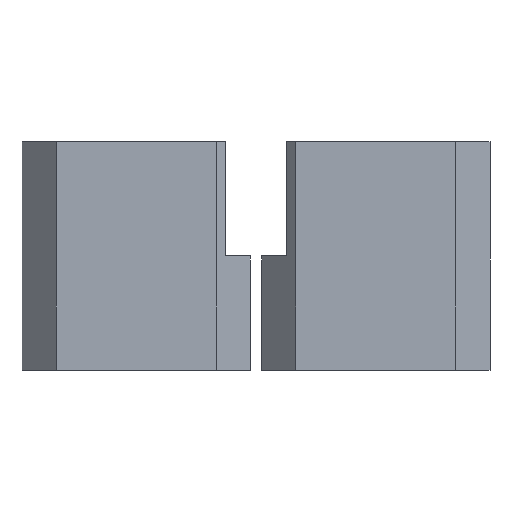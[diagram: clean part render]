
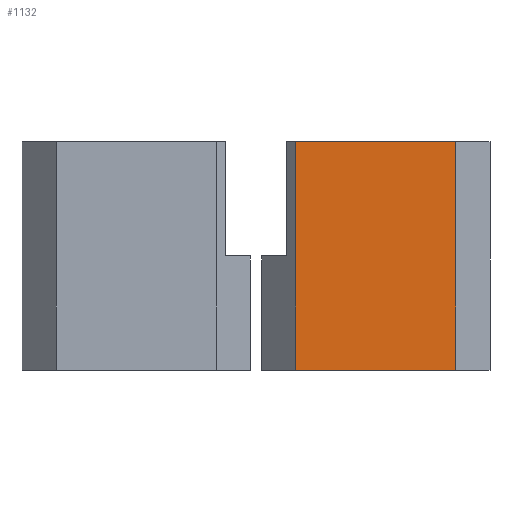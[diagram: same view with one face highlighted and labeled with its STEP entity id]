
A CAD part, top view. The second image highlights one B-rep face of the part: STEP entity #1132.
In plain terms, the highlighted planar face has unit normal (0, 0, 1).
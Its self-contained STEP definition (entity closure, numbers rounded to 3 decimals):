
#40=FACE_OUTER_BOUND('',#98,.T.);
#98=EDGE_LOOP('',(#836,#837,#838,#839));
#171=LINE('',#1600,#333);
#206=LINE('',#1668,#368);
#207=LINE('',#1671,#369);
#208=LINE('',#1672,#370);
#333=VECTOR('',#1296,10.);
#368=VECTOR('',#1361,10.);
#369=VECTOR('',#1364,10.);
#370=VECTOR('',#1365,10.);
#488=VERTEX_POINT('',#1597);
#489=VERTEX_POINT('',#1599);
#507=VERTEX_POINT('',#1666);
#508=VERTEX_POINT('',#1670);
#603=EDGE_CURVE('',#488,#489,#171,.T.);
#638=EDGE_CURVE('',#507,#489,#206,.T.);
#639=EDGE_CURVE('',#507,#508,#207,.T.);
#640=EDGE_CURVE('',#508,#488,#208,.T.);
#836=ORIENTED_EDGE('',*,*,#639,.F.);
#837=ORIENTED_EDGE('',*,*,#638,.T.);
#838=ORIENTED_EDGE('',*,*,#603,.F.);
#839=ORIENTED_EDGE('',*,*,#640,.F.);
#1074=PLANE('',#1205);
#1132=ADVANCED_FACE('',(#40),#1074,.T.);
#1205=AXIS2_PLACEMENT_3D('',#1669,#1362,#1363);
#1296=DIRECTION('',(1.,0.,0.));
#1361=DIRECTION('',(0.,1.,0.));
#1362=DIRECTION('center_axis',(0.,0.,1.));
#1363=DIRECTION('ref_axis',(1.,0.,0.));
#1364=DIRECTION('',(-1.,0.,0.));
#1365=DIRECTION('',(0.,1.,0.));
#1597=CARTESIAN_POINT('',(-7.,20.,13.));
#1599=CARTESIAN_POINT('',(7.,20.,13.));
#1600=CARTESIAN_POINT('',(-2.95,20.,13.));
#1666=CARTESIAN_POINT('',(7.,0.,13.));
#1668=CARTESIAN_POINT('',(7.,0.,13.));
#1669=CARTESIAN_POINT('Origin',(-7.,0.,13.));
#1670=CARTESIAN_POINT('',(-7.,0.,13.));
#1671=CARTESIAN_POINT('',(10.,0.,13.));
#1672=CARTESIAN_POINT('',(-7.,0.,13.));
